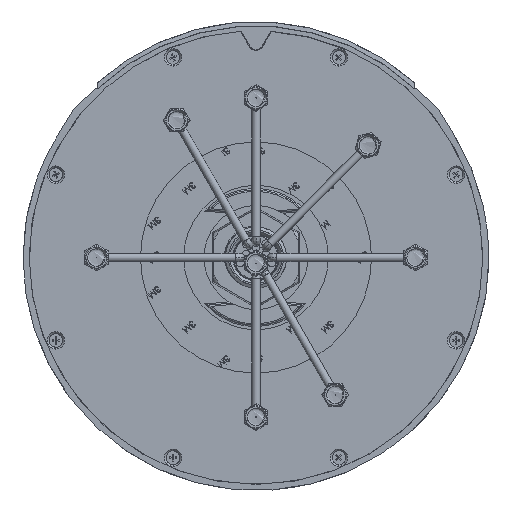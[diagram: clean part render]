
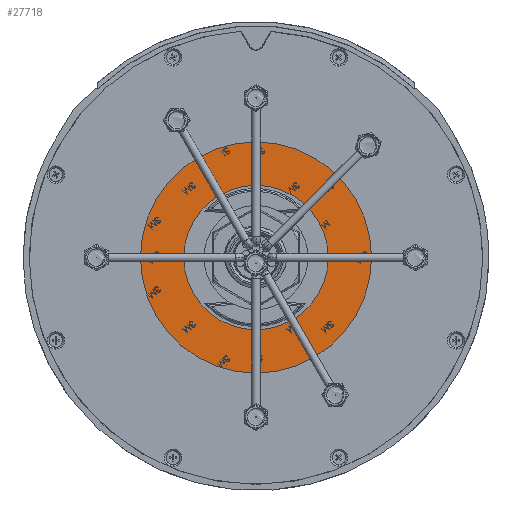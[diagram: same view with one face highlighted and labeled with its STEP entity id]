
A CAD part, front view. The second image highlights one B-rep face of the part: STEP entity #27718.
In plain terms, the highlighted planar face has unit normal (0, -1, 0).
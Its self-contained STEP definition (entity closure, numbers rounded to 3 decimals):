
#4169 = CIRCLE ( 'NONE', #17341, 40. ) ;
#7321 = ORIENTED_EDGE ( 'NONE', *, *, #31059, .T. ) ;
#8848 = DIRECTION ( 'NONE',  ( 0., 1., 0. ) ) ;
#9932 = ORIENTED_EDGE ( 'NONE', *, *, #113258, .T. ) ;
#16016 = FACE_BOUND ( 'NONE', #96692, .T. ) ;
#16073 = AXIS2_PLACEMENT_3D ( 'NONE', #114707, #86785, #32176 ) ;
#17341 = AXIS2_PLACEMENT_3D ( 'NONE', #58623, #75805, #67400 ) ;
#17648 = CARTESIAN_POINT ( 'NONE',  ( 0., -3.77, 0. ) ) ;
#27718 = ADVANCED_FACE ( 'NONE', ( #16016, #40211 ), #94411, .T. ) ;
#30844 = ORIENTED_EDGE ( 'NONE', *, *, #58169, .T. ) ;
#31059 = EDGE_CURVE ( 'NONE', #52958, #31763, #114253, .T. ) ;
#31763 = VERTEX_POINT ( 'NONE', #33422 ) ;
#32176 = DIRECTION ( 'NONE',  ( 0., 0., -1. ) ) ;
#33422 = CARTESIAN_POINT ( 'NONE',  ( 0., -3.77, -40. ) ) ;
#40211 = FACE_OUTER_BOUND ( 'NONE', #88705, .T. ) ;
#43224 = DIRECTION ( 'NONE',  ( 0., 1., 0. ) ) ;
#45017 = CIRCLE ( 'NONE', #55539, 25. ) ;
#52958 = VERTEX_POINT ( 'NONE', #59828 ) ;
#53029 = CARTESIAN_POINT ( 'NONE',  ( 0., -3.77, 0. ) ) ;
#53206 = EDGE_CURVE ( 'NONE', #59904, #115008, #100002, .T. ) ;
#55539 = AXIS2_PLACEMENT_3D ( 'NONE', #62775, #43224, #108260 ) ;
#58169 = EDGE_CURVE ( 'NONE', #31763, #52958, #4169, .T. ) ;
#58623 = CARTESIAN_POINT ( 'NONE',  ( 0., -3.77, 0. ) ) ;
#59828 = CARTESIAN_POINT ( 'NONE',  ( 0., -3.77, 40. ) ) ;
#59904 = VERTEX_POINT ( 'NONE', #98661 ) ;
#62775 = CARTESIAN_POINT ( 'NONE',  ( 0., -3.77, 0. ) ) ;
#65265 = ORIENTED_EDGE ( 'NONE', *, *, #53206, .T. ) ;
#67400 = DIRECTION ( 'NONE',  ( 0., 0., 1. ) ) ;
#75805 = DIRECTION ( 'NONE',  ( 0., -1., 0. ) ) ;
#81748 = CARTESIAN_POINT ( 'NONE',  ( 0., -3.77, 25. ) ) ;
#86785 = DIRECTION ( 'NONE',  ( 0., -1., 0. ) ) ;
#88705 = EDGE_LOOP ( 'NONE', ( #7321, #30844 ) ) ;
#94411 = PLANE ( 'NONE',  #16073 ) ;
#96692 = EDGE_LOOP ( 'NONE', ( #9932, #65265 ) ) ;
#98661 = CARTESIAN_POINT ( 'NONE',  ( 0., -3.77, -25. ) ) ;
#100002 = CIRCLE ( 'NONE', #100428, 25. ) ;
#100428 = AXIS2_PLACEMENT_3D ( 'NONE', #53029, #8848, #108113 ) ;
#101766 = AXIS2_PLACEMENT_3D ( 'NONE', #17648, #116502, #116904 ) ;
#108113 = DIRECTION ( 'NONE',  ( 0., 0., 1. ) ) ;
#108260 = DIRECTION ( 'NONE',  ( 0., 0., 1. ) ) ;
#113258 = EDGE_CURVE ( 'NONE', #115008, #59904, #45017, .T. ) ;
#114253 = CIRCLE ( 'NONE', #101766, 40. ) ;
#114707 = CARTESIAN_POINT ( 'NONE',  ( 0., -3.77, 0. ) ) ;
#115008 = VERTEX_POINT ( 'NONE', #81748 ) ;
#116502 = DIRECTION ( 'NONE',  ( 0., -1., 0. ) ) ;
#116904 = DIRECTION ( 'NONE',  ( 0., 0., 1. ) ) ;
